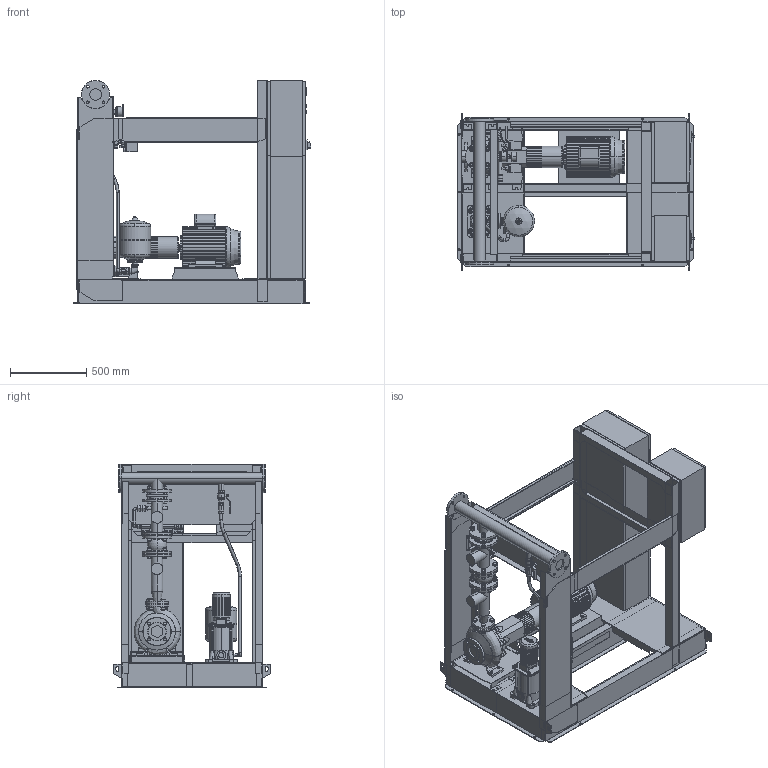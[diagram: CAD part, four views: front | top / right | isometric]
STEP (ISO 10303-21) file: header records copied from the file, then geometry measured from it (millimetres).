
FILE_DESCRIPTION((''),'2;1');
FILE_NAME('3d_Sifire-EN-40_200-180-7.5_0.55EJ-4183727.stp','2015-05-25T14:47:34',(''),(''),'Mechanical Desktop 2009','Mechanical Desktop 2009',', , ');
FILE_SCHEMA(('CONFIG_CONTROL_DESIGN'));
Length unit declared in the file: millimetre
Products named in the file (1): Product
Bounding box: 1554.5 x 1026 x 1463 mm (x, y, z)
Volume: 256718365.8 mm3; surface area: 21244443.6 mm2
Topology: 137 solids, 137 shells, 3557 faces, 8716 edges, 5557 vertices
Faces by surface type: plane 1410, bspline 1026, cylinder 733, cone 266, torus 94, sphere 28
Entity records: 115946 total; most frequent: CARTESIAN_POINT 36083, ORIENTED_EDGE 17384, DIRECTION 15169, EDGE_CURVE 8692, VERTEX_POINT 5556, AXIS2_PLACEMENT_3D 5084, VECTOR 5001, LINE 5001
